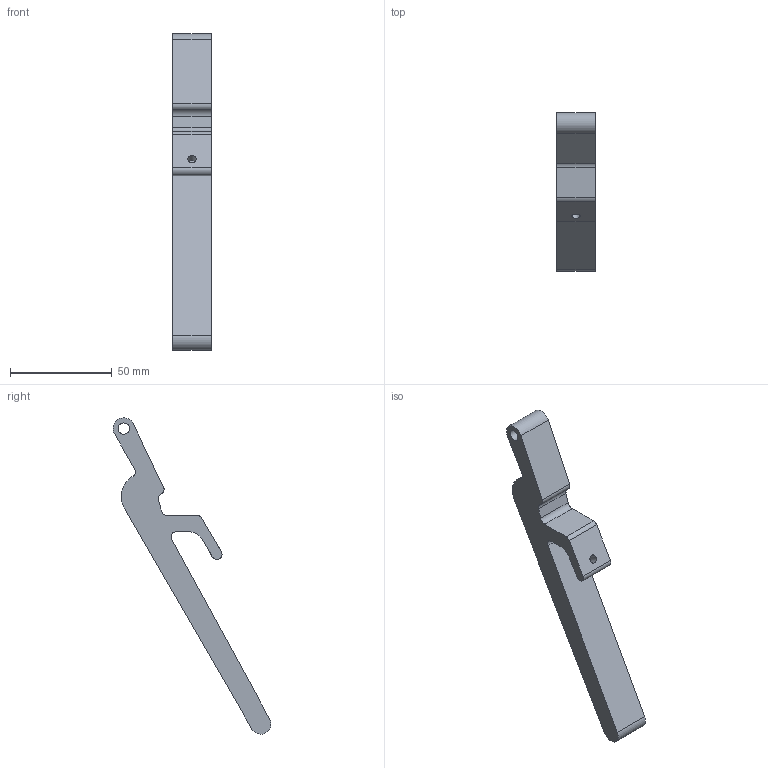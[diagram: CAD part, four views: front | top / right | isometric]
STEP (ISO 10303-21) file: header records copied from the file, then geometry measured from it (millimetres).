
FILE_DESCRIPTION(('FreeCAD Model'),'2;1');
FILE_NAME('Open CASCADE Shape Model','2024-02-25T20:35:52',(''),(''), 'Open CASCADE STEP processor 7.6','FreeCAD','Unknown');
FILE_SCHEMA(('AUTOMOTIVE_DESIGN { 1 0 10303 214 1 1 1 1 }'));
Length unit declared in the file: millimetre
Products named in the file (2): Trigger; Body
Assembly tree (1 placements, depth 2):
  Trigger
    Body
Bounding box: 19 x 77.41 x 155.05 mm (x, y, z)
Volume: 42525 mm3; surface area: 12917.8 mm2
Topology: 1 solids, 1 shells, 24 faces, 66 edges, 44 vertices
Faces by surface type: cylinder 13, plane 11
Full cylindrical faces by diameter (mm): 4 x1, 5.5 x1
Entity records: 1682 total; most frequent: DIRECTION 276, CARTESIAN_POINT 268, LINE 146, VECTOR 146, ORIENTED_EDGE 132, PCURVE 132, DEFINITIONAL_REPRESENTATION 132, EDGE_CURVE 66
